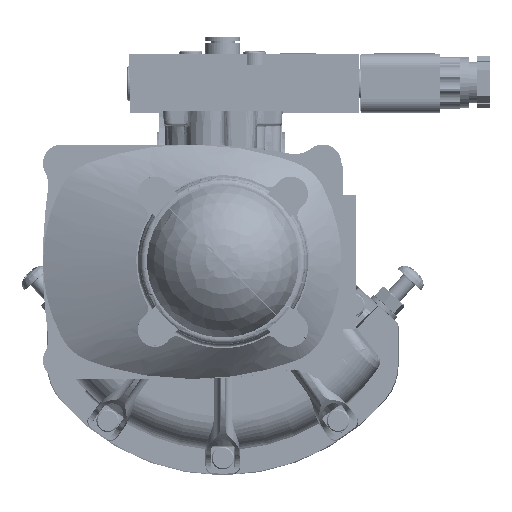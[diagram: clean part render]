
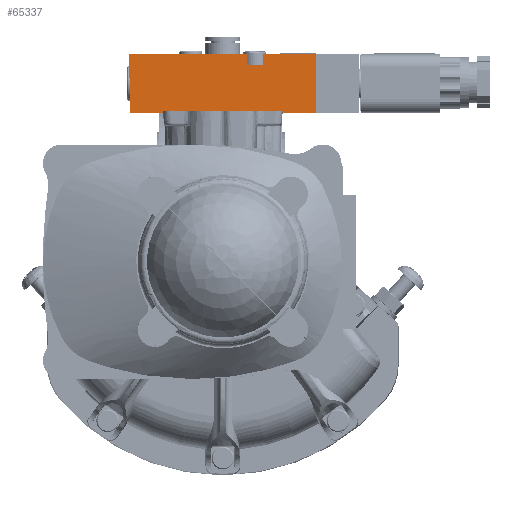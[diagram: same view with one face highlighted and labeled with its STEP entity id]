
A CAD part, top view. The second image highlights one B-rep face of the part: STEP entity #65337.
In plain terms, the highlighted face is planar.
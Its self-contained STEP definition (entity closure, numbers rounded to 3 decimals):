
#3076=LINE('',#109519,#7975);
#3080=LINE('',#109530,#7979);
#3084=LINE('',#109551,#7983);
#3085=LINE('',#109553,#7984);
#3086=LINE('',#109554,#7985);
#3087=LINE('',#109555,#7986);
#3088=LINE('',#109557,#7987);
#3089=LINE('',#109558,#7988);
#7975=VECTOR('',#77605,1000.);
#7979=VECTOR('',#77613,1000.);
#7983=VECTOR('',#77631,1000.);
#7984=VECTOR('',#77632,1000.);
#7985=VECTOR('',#77633,1000.);
#7986=VECTOR('',#77634,1000.);
#7987=VECTOR('',#77635,1000.);
#7988=VECTOR('',#77636,1000.);
#15649=FACE_OUTER_BOUND('',#19624,.T.);
#19624=EDGE_LOOP('',(#44402,#44403,#44404,#44405,#44406,#44407,#44408,#44409));
#26698=VERTEX_POINT('',#109517);
#26699=VERTEX_POINT('',#109518);
#26703=VERTEX_POINT('',#109528);
#26704=VERTEX_POINT('',#109529);
#26713=VERTEX_POINT('',#109549);
#26714=VERTEX_POINT('',#109550);
#26715=VERTEX_POINT('',#109552);
#26716=VERTEX_POINT('',#109556);
#33397=EDGE_CURVE('',#26698,#26699,#3076,.T.);
#33402=EDGE_CURVE('',#26703,#26704,#3080,.T.);
#33412=EDGE_CURVE('',#26713,#26714,#3084,.T.);
#33413=EDGE_CURVE('',#26715,#26713,#3085,.T.);
#33414=EDGE_CURVE('',#26699,#26715,#3086,.T.);
#33415=EDGE_CURVE('',#26704,#26698,#3087,.T.);
#33416=EDGE_CURVE('',#26716,#26703,#3088,.T.);
#33417=EDGE_CURVE('',#26716,#26714,#3089,.T.);
#44402=ORIENTED_EDGE('',*,*,#33412,.F.);
#44403=ORIENTED_EDGE('',*,*,#33413,.F.);
#44404=ORIENTED_EDGE('',*,*,#33414,.F.);
#44405=ORIENTED_EDGE('',*,*,#33397,.F.);
#44406=ORIENTED_EDGE('',*,*,#33415,.F.);
#44407=ORIENTED_EDGE('',*,*,#33402,.F.);
#44408=ORIENTED_EDGE('',*,*,#33416,.F.);
#44409=ORIENTED_EDGE('',*,*,#33417,.T.);
#61875=PLANE('',#69938);
#65337=ADVANCED_FACE('',(#15649),#61875,.F.);
#69938=AXIS2_PLACEMENT_3D('',#109548,#77629,#77630);
#77605=DIRECTION('',(0.,0.,1.));
#77613=DIRECTION('',(0.,0.,-1.));
#77629=DIRECTION('center_axis',(0.,-1.,0.));
#77630=DIRECTION('ref_axis',(0.,0.,
-1.));
#77631=DIRECTION('',(-1.,0.,0.));
#77632=DIRECTION('',(0.,0.,-1.));
#77633=DIRECTION('',(-1.,0.,0.));
#77634=DIRECTION('',(1.,0.,0.));
#77635=DIRECTION('',(-1.,0.,0.));
#77636=DIRECTION('',(0.,0.,-1.));
#109517=CARTESIAN_POINT('',(0.,20.,-11.));
#109518=CARTESIAN_POINT('',(0.,20.,11.));
#109519=CARTESIAN_POINT('',(0.,20.,-11.));
#109528=CARTESIAN_POINT('',(-70.,20.,11.));
#109529=CARTESIAN_POINT('',(-70.,20.,-11.));
#109530=CARTESIAN_POINT('',(-70.,20.,11.));
#109548=CARTESIAN_POINT('Origin',(-70.,20.,11.));
#109549=CARTESIAN_POINT('',(-44.,20.,7.));
#109550=CARTESIAN_POINT('',(-50.,20.,7.));
#109551=CARTESIAN_POINT('',(-44.,20.,7.));
#109552=CARTESIAN_POINT('',(-44.,20.,11.));
#109553=CARTESIAN_POINT('',(-44.,20.,11.));
#109554=CARTESIAN_POINT('',(0.,20.,11.));
#109555=CARTESIAN_POINT('',(-70.,20.,-11.));
#109556=CARTESIAN_POINT('',(-50.,20.,11.));
#109557=CARTESIAN_POINT('',(-50.,20.,11.));
#109558=CARTESIAN_POINT('',(-50.,20.,11.));
